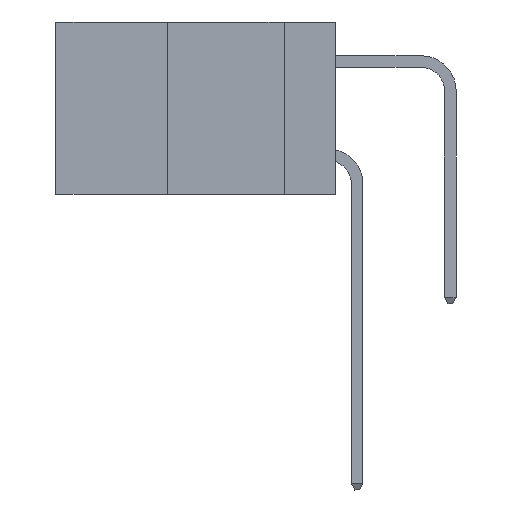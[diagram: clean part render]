
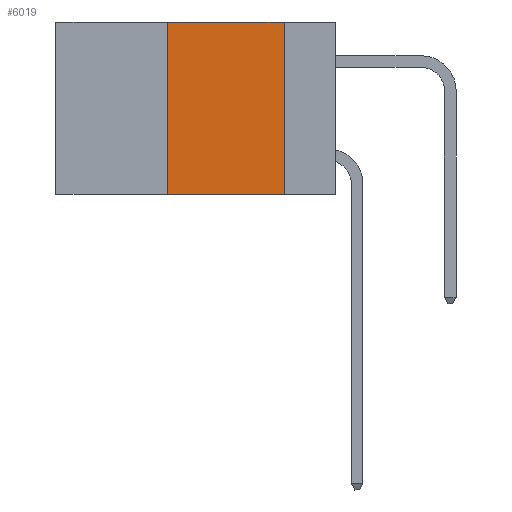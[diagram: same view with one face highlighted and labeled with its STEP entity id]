
A CAD part, left-side view. The second image highlights one B-rep face of the part: STEP entity #6019.
In plain terms, the highlighted planar face has unit normal (-1, 0, 0).
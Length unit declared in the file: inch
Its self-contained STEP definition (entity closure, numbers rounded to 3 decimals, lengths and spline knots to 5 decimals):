
#229 = EDGE_CURVE ( 'NONE', #8009, #769, #9135, .T. ) ;
#441 = VERTEX_POINT ( 'NONE', #10322 ) ;
#769 = VERTEX_POINT ( 'NONE', #8126 ) ;
#1255 = DIRECTION ( 'NONE',  ( 0., -1., 0. ) ) ;
#1308 = PLANE ( 'NONE',  #10920 ) ;
#2368 = DIRECTION ( 'NONE',  ( 0., 0., -1. ) ) ;
#2407 = VECTOR ( 'NONE', #8494, 39.37008 ) ;
#2749 = ORIENTED_EDGE ( 'NONE', *, *, #10395, .F. ) ;
#5585 = DIRECTION ( 'NONE',  ( 1., 0., 0. ) ) ;
#5693 = ORIENTED_EDGE ( 'NONE', *, *, #229, .T. ) ;
#6019 = ADVANCED_FACE ( 'NONE', ( #13919 ), #1308, .F. ) ;
#6806 = DIRECTION ( 'NONE',  ( 0., 0., -1. ) ) ;
#6925 = EDGE_CURVE ( 'NONE', #441, #769, #12253, .T. ) ;
#7013 = CARTESIAN_POINT ( 'NONE',  ( 0., 0.36, -0.37 ) ) ;
#7074 = VERTEX_POINT ( 'NONE', #13435 ) ;
#7129 = EDGE_CURVE ( 'NONE', #8009, #7074, #10473, .T. ) ;
#7709 = CARTESIAN_POINT ( 'NONE',  ( 0., 0.6, -0.37 ) ) ;
#7818 = EDGE_LOOP ( 'NONE', ( #8652, #2749, #12968, #5693 ) ) ;
#8009 = VERTEX_POINT ( 'NONE', #7013 ) ;
#8126 = CARTESIAN_POINT ( 'NONE',  ( 0., 0.11, -0.37 ) ) ;
#8494 = DIRECTION ( 'NONE',  ( 0., -1., 0. ) ) ;
#8652 = ORIENTED_EDGE ( 'NONE', *, *, #6925, .F. ) ;
#8840 = CARTESIAN_POINT ( 'NONE',  ( 0., 0.6, 0. ) ) ;
#9135 = LINE ( 'NONE', #7709, #2407 ) ;
#10121 = VECTOR ( 'NONE', #12593, 39.37008 ) ;
#10272 = CARTESIAN_POINT ( 'NONE',  ( 0., 0.36, 0. ) ) ;
#10322 = CARTESIAN_POINT ( 'NONE',  ( 0., 0.11, 0. ) ) ;
#10395 = EDGE_CURVE ( 'NONE', #7074, #441, #13419, .T. ) ;
#10473 = LINE ( 'NONE', #10272, #10121 ) ;
#10920 = AXIS2_PLACEMENT_3D ( 'NONE', #8840, #5585, #2368 ) ;
#11068 = CARTESIAN_POINT ( 'NONE',  ( 0., 0.11, 0. ) ) ;
#11742 = VECTOR ( 'NONE', #6806, 39.37008 ) ;
#11974 = CARTESIAN_POINT ( 'NONE',  ( 0., 0.6, 0. ) ) ;
#12052 = VECTOR ( 'NONE', #1255, 39.37008 ) ;
#12253 = LINE ( 'NONE', #11068, #11742 ) ;
#12593 = DIRECTION ( 'NONE',  ( 0., 0., 1. ) ) ;
#12968 = ORIENTED_EDGE ( 'NONE', *, *, #7129, .F. ) ;
#13419 = LINE ( 'NONE', #11974, #12052 ) ;
#13435 = CARTESIAN_POINT ( 'NONE',  ( 0., 0.36, 0. ) ) ;
#13919 = FACE_OUTER_BOUND ( 'NONE', #7818, .T. ) ;
